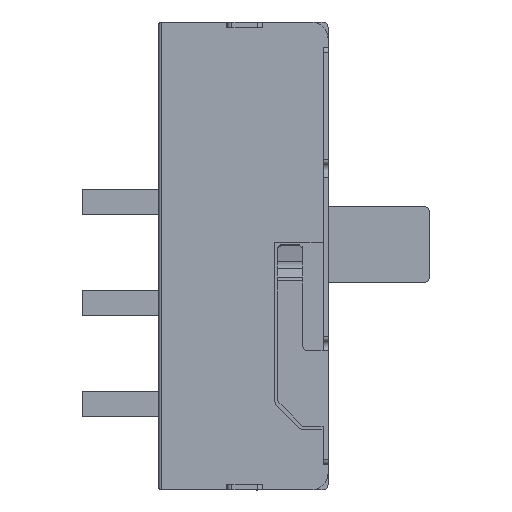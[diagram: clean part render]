
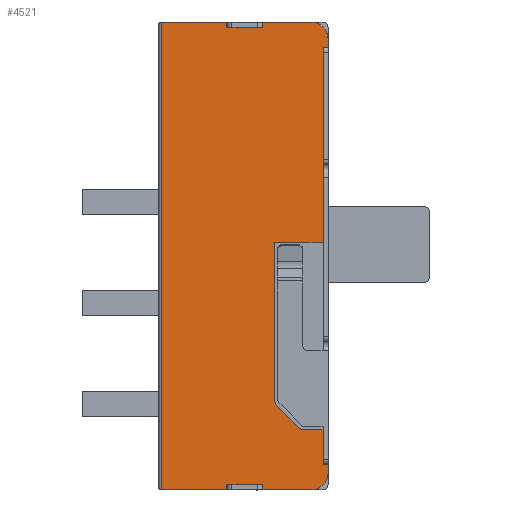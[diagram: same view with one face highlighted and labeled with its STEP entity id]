
A CAD part, top view. The second image highlights one B-rep face of the part: STEP entity #4521.
In plain terms, the highlighted planar face has unit normal (0, 0, 1).
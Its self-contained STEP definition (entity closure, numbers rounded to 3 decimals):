
#348=CIRCLE('',#4894,0.3);
#349=CIRCLE('',#4895,0.3);
#350=CIRCLE('',#4896,0.1);
#351=CIRCLE('',#4897,0.1);
#352=CIRCLE('',#4898,0.3);
#353=CIRCLE('',#4899,0.3);
#520=FACE_OUTER_BOUND('',#760,.T.);
#760=EDGE_LOOP('',(#3642,#3643,#3644,#3645,#3646,#3647,#3648,#3649,#3650,
#3651,#3652,#3653,#3654,#3655,#3656,#3657,#3658,#3659,#3660,#3661,#3662,
#3663,#3664,#3665,#3666,#3667,#3668,#3669,#3670));
#1115=LINE('',#7070,#1602);
#1116=LINE('',#7072,#1603);
#1117=LINE('',#7074,#1604);
#1118=LINE('',#7076,#1605);
#1119=LINE('',#7078,#1606);
#1120=LINE('',#7080,#1607);
#1121=LINE('',#7082,#1608);
#1122=LINE('',#7086,#1609);
#1123=LINE('',#7090,#1610);
#1124=LINE('',#7092,#1611);
#1125=LINE('',#7094,#1612);
#1126=LINE('',#7096,#1613);
#1127=LINE('',#7100,#1614);
#1128=LINE('',#7104,#1615);
#1129=LINE('',#7106,#1616);
#1130=LINE('',#7108,#1617);
#1131=LINE('',#7110,#1618);
#1132=LINE('',#7112,#1619);
#1133=LINE('',#7116,#1620);
#1134=LINE('',#7120,#1621);
#1135=LINE('',#7122,#1622);
#1136=LINE('',#7124,#1623);
#1137=LINE('',#7125,#1624);
#1602=VECTOR('',#5780,1000.);
#1603=VECTOR('',#5781,1000.);
#1604=VECTOR('',#5782,1000.);
#1605=VECTOR('',#5783,1000.);
#1606=VECTOR('',#5784,1000.);
#1607=VECTOR('',#5785,1000.);
#1608=VECTOR('',#5786,1000.);
#1609=VECTOR('',#5789,1000.);
#1610=VECTOR('',#5792,1000.);
#1611=VECTOR('',#5793,1000.);
#1612=VECTOR('',#5794,1000.);
#1613=VECTOR('',#5795,1000.);
#1614=VECTOR('',#5798,1000.);
#1615=VECTOR('',#5801,1000.);
#1616=VECTOR('',#5802,1000.);
#1617=VECTOR('',#5803,1000.);
#1618=VECTOR('',#5804,1000.);
#1619=VECTOR('',#5805,1000.);
#1620=VECTOR('',#5808,1000.);
#1621=VECTOR('',#5811,1000.);
#1622=VECTOR('',#5812,1000.);
#1623=VECTOR('',#5813,1000.);
#1624=VECTOR('',#5814,1000.);
#2087=VERTEX_POINT('',#7068);
#2088=VERTEX_POINT('',#7069);
#2089=VERTEX_POINT('',#7071);
#2090=VERTEX_POINT('',#7073);
#2091=VERTEX_POINT('',#7075);
#2092=VERTEX_POINT('',#7077);
#2093=VERTEX_POINT('',#7079);
#2094=VERTEX_POINT('',#7081);
#2095=VERTEX_POINT('',#7083);
#2096=VERTEX_POINT('',#7085);
#2097=VERTEX_POINT('',#7087);
#2098=VERTEX_POINT('',#7089);
#2099=VERTEX_POINT('',#7091);
#2100=VERTEX_POINT('',#7093);
#2101=VERTEX_POINT('',#7095);
#2102=VERTEX_POINT('',#7097);
#2103=VERTEX_POINT('',#7099);
#2104=VERTEX_POINT('',#7101);
#2105=VERTEX_POINT('',#7103);
#2106=VERTEX_POINT('',#7105);
#2107=VERTEX_POINT('',#7107);
#2108=VERTEX_POINT('',#7109);
#2109=VERTEX_POINT('',#7111);
#2110=VERTEX_POINT('',#7113);
#2111=VERTEX_POINT('',#7115);
#2112=VERTEX_POINT('',#7117);
#2113=VERTEX_POINT('',#7119);
#2114=VERTEX_POINT('',#7121);
#2115=VERTEX_POINT('',#7123);
#2636=EDGE_CURVE('',#2087,#2088,#1115,.T.);
#2637=EDGE_CURVE('',#2088,#2089,#1116,.T.);
#2638=EDGE_CURVE('',#2089,#2090,#1117,.T.);
#2639=EDGE_CURVE('',#2091,#2090,#1118,.T.);
#2640=EDGE_CURVE('',#2091,#2092,#1119,.T.);
#2641=EDGE_CURVE('',#2092,#2093,#1120,.T.);
#2642=EDGE_CURVE('',#2093,#2094,#1121,.T.);
#2643=EDGE_CURVE('',#2094,#2095,#348,.T.);
#2644=EDGE_CURVE('',#2095,#2096,#1122,.T.);
#2645=EDGE_CURVE('',#2096,#2097,#349,.T.);
#2646=EDGE_CURVE('',#2098,#2097,#1123,.T.);
#2647=EDGE_CURVE('',#2098,#2099,#1124,.T.);
#2648=EDGE_CURVE('',#2099,#2100,#1125,.T.);
#2649=EDGE_CURVE('',#2101,#2100,#1126,.T.);
#2650=EDGE_CURVE('',#2101,#2102,#350,.T.);
#2651=EDGE_CURVE('',#2102,#2103,#1127,.T.);
#2652=EDGE_CURVE('',#2103,#2104,#351,.T.);
#2653=EDGE_CURVE('',#2105,#2104,#1128,.T.);
#2654=EDGE_CURVE('',#2106,#2105,#1129,.T.);
#2655=EDGE_CURVE('',#2106,#2107,#1130,.T.);
#2656=EDGE_CURVE('',#2108,#2107,#1131,.T.);
#2657=EDGE_CURVE('',#2109,#2108,#1132,.T.);
#2658=EDGE_CURVE('',#2109,#2110,#352,.T.);
#2659=EDGE_CURVE('',#2110,#2111,#1133,.T.);
#2660=EDGE_CURVE('',#2111,#2112,#353,.T.);
#2661=EDGE_CURVE('',#2112,#2113,#1134,.T.);
#2662=EDGE_CURVE('',#2114,#2113,#1135,.T.);
#2663=EDGE_CURVE('',#2115,#2114,#1136,.T.);
#2664=EDGE_CURVE('',#2115,#2087,#1137,.T.);
#3642=ORIENTED_EDGE('',*,*,#2636,.T.);
#3643=ORIENTED_EDGE('',*,*,#2637,.T.);
#3644=ORIENTED_EDGE('',*,*,#2638,.T.);
#3645=ORIENTED_EDGE('',*,*,#2639,.F.);
#3646=ORIENTED_EDGE('',*,*,#2640,.T.);
#3647=ORIENTED_EDGE('',*,*,#2641,.T.);
#3648=ORIENTED_EDGE('',*,*,#2642,.T.);
#3649=ORIENTED_EDGE('',*,*,#2643,.T.);
#3650=ORIENTED_EDGE('',*,*,#2644,.T.);
#3651=ORIENTED_EDGE('',*,*,#2645,.T.);
#3652=ORIENTED_EDGE('',*,*,#2646,.F.);
#3653=ORIENTED_EDGE('',*,*,#2647,.T.);
#3654=ORIENTED_EDGE('',*,*,#2648,.T.);
#3655=ORIENTED_EDGE('',*,*,#2649,.F.);
#3656=ORIENTED_EDGE('',*,*,#2650,.T.);
#3657=ORIENTED_EDGE('',*,*,#2651,.T.);
#3658=ORIENTED_EDGE('',*,*,#2652,.T.);
#3659=ORIENTED_EDGE('',*,*,#2653,.F.);
#3660=ORIENTED_EDGE('',*,*,#2654,.F.);
#3661=ORIENTED_EDGE('',*,*,#2655,.T.);
#3662=ORIENTED_EDGE('',*,*,#2656,.F.);
#3663=ORIENTED_EDGE('',*,*,#2657,.F.);
#3664=ORIENTED_EDGE('',*,*,#2658,.T.);
#3665=ORIENTED_EDGE('',*,*,#2659,.T.);
#3666=ORIENTED_EDGE('',*,*,#2660,.T.);
#3667=ORIENTED_EDGE('',*,*,#2661,.T.);
#3668=ORIENTED_EDGE('',*,*,#2662,.F.);
#3669=ORIENTED_EDGE('',*,*,#2663,.F.);
#3670=ORIENTED_EDGE('',*,*,#2664,.T.);
#4310=PLANE('',#4893);
#4521=ADVANCED_FACE('',(#520),#4310,.T.);
#4893=AXIS2_PLACEMENT_3D('',#7067,#5778,#5779);
#4894=AXIS2_PLACEMENT_3D('',#7084,#5787,#5788);
#4895=AXIS2_PLACEMENT_3D('',#7088,#5790,#5791);
#4896=AXIS2_PLACEMENT_3D('',#7098,#5796,#5797);
#4897=AXIS2_PLACEMENT_3D('',#7102,#5799,#5800);
#4898=AXIS2_PLACEMENT_3D('',#7114,#5806,#5807);
#4899=AXIS2_PLACEMENT_3D('',#7118,#5809,#5810);
#5778=DIRECTION('center_axis',(0.,0.,1.));
#5779=DIRECTION('ref_axis',(1.,0.,0.));
#5780=DIRECTION('',(-1.,0.,0.));
#5781=DIRECTION('',(0.,-1.,0.));
#5782=DIRECTION('',(1.,0.,0.));
#5783=DIRECTION('',(0.,-1.,0.));
#5784=DIRECTION('',(1.,0.,0.));
#5785=DIRECTION('',(0.,-1.,0.));
#5786=DIRECTION('',(1.,0.,0.));
#5787=DIRECTION('center_axis',(0.,0.,1.));
#5788=DIRECTION('ref_axis',(1.,0.,0.));
#5789=DIRECTION('',(0.707,0.707,0.));
#5790=DIRECTION('center_axis',(0.,0.,1.));
#5791=DIRECTION('ref_axis',(1.,0.,0.));
#5792=DIRECTION('',(0.,-1.,0.));
#5793=DIRECTION('',(-1.,0.,0.));
#5794=DIRECTION('',(0.,1.,0.));
#5795=DIRECTION('',(1.,0.,0.));
#5796=DIRECTION('center_axis',(0.,0.,-1.));
#5797=DIRECTION('ref_axis',(1.,0.,0.));
#5798=DIRECTION('',(-0.707,0.707,0.));
#5799=DIRECTION('center_axis',(0.,0.,-1.));
#5800=DIRECTION('ref_axis',(1.,0.,0.));
#5801=DIRECTION('',(0.,-1.,0.));
#5802=DIRECTION('',(-1.,0.,0.));
#5803=DIRECTION('',(0.,1.,0.));
#5804=DIRECTION('',(-1.,0.,0.));
#5805=DIRECTION('',(0.,-1.,0.));
#5806=DIRECTION('center_axis',(0.,0.,1.));
#5807=DIRECTION('ref_axis',(1.,0.,0.));
#5808=DIRECTION('',(-0.707,0.707,0.));
#5809=DIRECTION('center_axis',(0.,0.,1.));
#5810=DIRECTION('ref_axis',(1.,0.,0.));
#5811=DIRECTION('',(-1.,0.,0.));
#5812=DIRECTION('',(0.,1.,0.));
#5813=DIRECTION('',(1.,0.,0.));
#5814=DIRECTION('',(0.,1.,0.));
#7067=CARTESIAN_POINT('Origin',(0.,0.,2.));
#7068=CARTESIAN_POINT('',(-0.275,4.625,2.));
#7069=CARTESIAN_POINT('',(-1.565,4.625,2.));
#7070=CARTESIAN_POINT('',(1.625,4.625,2.));
#7071=CARTESIAN_POINT('',(-1.565,-4.625,2.));
#7072=CARTESIAN_POINT('',(-1.565,-4.625,2.));
#7073=CARTESIAN_POINT('',(-0.275,-4.625,2.));
#7074=CARTESIAN_POINT('',(1.625,-4.625,2.));
#7075=CARTESIAN_POINT('',(-0.275,-4.525,2.));
#7076=CARTESIAN_POINT('',(-0.275,-4.525,2.));
#7077=CARTESIAN_POINT('',(0.425,-4.525,2.));
#7078=CARTESIAN_POINT('',(0.,-4.525,2.));
#7079=CARTESIAN_POINT('',(0.425,-4.625,2.));
#7080=CARTESIAN_POINT('',(0.425,-4.525,2.));
#7081=CARTESIAN_POINT('',(1.401,-4.625,2.));
#7082=CARTESIAN_POINT('',(1.625,-4.625,2.));
#7083=CARTESIAN_POINT('',(1.613,-4.537,2.));
#7084=CARTESIAN_POINT('Origin',(1.401,-4.325,2.));
#7085=CARTESIAN_POINT('',(1.637,-4.513,2.));
#7086=CARTESIAN_POINT('',(3.075,-3.075,2.));
#7087=CARTESIAN_POINT('',(1.725,-4.301,2.));
#7088=CARTESIAN_POINT('Origin',(1.425,-4.301,2.));
#7089=CARTESIAN_POINT('',(1.725,-4.125,2.));
#7090=CARTESIAN_POINT('',(1.725,-4.625,2.));
#7091=CARTESIAN_POINT('',(1.625,-4.125,2.));
#7092=CARTESIAN_POINT('',(1.725,-4.125,2.));
#7093=CARTESIAN_POINT('',(1.625,-3.425,2.));
#7094=CARTESIAN_POINT('',(1.625,-4.625,2.));
#7095=CARTESIAN_POINT('',(1.216,-3.425,2.));
#7096=CARTESIAN_POINT('',(1.625,-3.425,2.));
#7097=CARTESIAN_POINT('',(1.146,-3.396,2.));
#7098=CARTESIAN_POINT('Origin',(1.216,-3.325,2.));
#7099=CARTESIAN_POINT('',(0.704,-2.954,2.));
#7100=CARTESIAN_POINT('',(1.175,-3.425,2.));
#7101=CARTESIAN_POINT('',(0.675,-2.884,2.));
#7102=CARTESIAN_POINT('Origin',(0.775,-2.884,2.));
#7103=CARTESIAN_POINT('',(0.675,0.275,2.));
#7104=CARTESIAN_POINT('',(0.675,0.275,2.));
#7105=CARTESIAN_POINT('',(1.625,0.275,2.));
#7106=CARTESIAN_POINT('',(1.625,0.275,2.));
#7107=CARTESIAN_POINT('',(1.625,4.125,2.));
#7108=CARTESIAN_POINT('',(1.625,-4.625,2.));
#7109=CARTESIAN_POINT('',(1.725,4.125,2.));
#7110=CARTESIAN_POINT('',(1.725,4.125,2.));
#7111=CARTESIAN_POINT('',(1.725,4.301,2.));
#7112=CARTESIAN_POINT('',(1.725,4.625,2.));
#7113=CARTESIAN_POINT('',(1.637,4.513,2.));
#7114=CARTESIAN_POINT('Origin',(1.425,4.301,2.));
#7115=CARTESIAN_POINT('',(1.613,4.537,2.));
#7116=CARTESIAN_POINT('',(3.075,3.075,2.));
#7117=CARTESIAN_POINT('',(1.401,4.625,2.));
#7118=CARTESIAN_POINT('Origin',(1.401,4.325,2.));
#7119=CARTESIAN_POINT('',(0.425,4.625,2.));
#7120=CARTESIAN_POINT('',(1.625,4.625,2.));
#7121=CARTESIAN_POINT('',(0.425,4.525,2.));
#7122=CARTESIAN_POINT('',(0.425,4.525,2.));
#7123=CARTESIAN_POINT('',(-0.275,4.525,2.));
#7124=CARTESIAN_POINT('',(0.,4.525,2.));
#7125=CARTESIAN_POINT('',(-0.275,4.525,2.));
